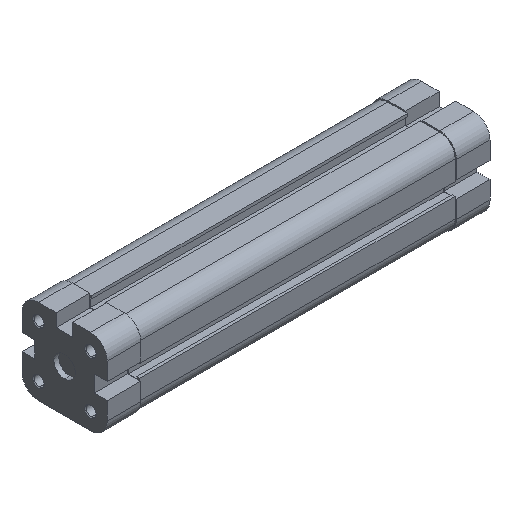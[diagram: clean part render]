
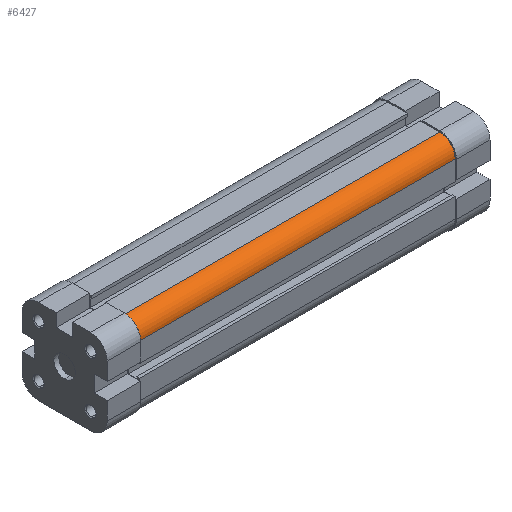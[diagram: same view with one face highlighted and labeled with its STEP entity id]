
A CAD part, isometric view. The second image highlights one B-rep face of the part: STEP entity #6427.
In plain terms, the highlighted cylindrical face has radius 6.5 mm (diameter 13 mm), a partial arc.
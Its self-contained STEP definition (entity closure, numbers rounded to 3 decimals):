
#354 = ORIENTED_EDGE ( 'NONE', *, *, #621, .F. ) ;
#363 = ORIENTED_EDGE ( 'NONE', *, *, #7644, .T. ) ;
#365 = ORIENTED_EDGE ( 'NONE', *, *, #6522, .F. ) ;
#385 = ORIENTED_EDGE ( 'NONE', *, *, #553, .T. ) ;
#553 = EDGE_CURVE ( 'NONE', #1023, #1019, #2785, .T. ) ;
#621 = EDGE_CURVE ( 'NONE', #957, #1019, #2818, .T. ) ;
#753 = VERTEX_POINT ( 'NONE', #1667 ) ;
#779 = EDGE_LOOP ( 'NONE', ( #354, #365, #363, #385 ) ) ;
#957 = VERTEX_POINT ( 'NONE', #1103 ) ;
#1019 = VERTEX_POINT ( 'NONE', #1138 ) ;
#1023 = VERTEX_POINT ( 'NONE', #1141 ) ;
#1103 = CARTESIAN_POINT ( 'NONE',  ( 28.5, 0., 0. ) ) ;
#1138 = CARTESIAN_POINT ( 'NONE',  ( 35., 6.5, 0. ) ) ;
#1141 = CARTESIAN_POINT ( 'NONE',  ( 35., 6.5, -133.5 ) ) ;
#1643 = DIRECTION ( 'NONE',  ( 0., 0., 1. ) ) ;
#1667 = CARTESIAN_POINT ( 'NONE',  ( 28.5, 0., -133.5 ) ) ;
#1920 = DIRECTION ( 'NONE',  ( 1., 0., 0. ) ) ;
#1928 = CARTESIAN_POINT ( 'NONE',  ( 28.5, 6.5, 0. ) ) ;
#2785 = LINE ( 'NONE', #5329, #2788 ) ;
#2788 = VECTOR ( 'NONE', #5361, 1000. ) ;
#2818 = CIRCLE ( 'NONE', #5803, 6.5 ) ;
#5095 = FACE_OUTER_BOUND ( 'NONE', #779, .T. ) ;
#5097 = CYLINDRICAL_SURFACE ( 'NONE', #6140, 6.5 ) ;
#5259 = LINE ( 'NONE', #7521, #5261 ) ;
#5261 = VECTOR ( 'NONE', #7522, 1000. ) ;
#5278 = CIRCLE ( 'NONE', #6249, 6.5 ) ;
#5329 = CARTESIAN_POINT ( 'NONE',  ( 35., 6.5, -133.5 ) ) ;
#5361 = DIRECTION ( 'NONE',  ( 0., 0., 1. ) ) ;
#5803 = AXIS2_PLACEMENT_3D ( 'NONE', #1928, #1643, #1920 ) ;
#6140 = AXIS2_PLACEMENT_3D ( 'NONE', #7149, #7138, #7141 ) ;
#6249 = AXIS2_PLACEMENT_3D ( 'NONE', #7550, #7552, #7553 ) ;
#6427 = ADVANCED_FACE ( 'NONE', ( #5095 ), #5097, .T. ) ;
#6522 = EDGE_CURVE ( 'NONE', #753, #957, #5259, .T. ) ;
#7138 = DIRECTION ( 'NONE',  ( 0., 0., 1. ) ) ;
#7141 = DIRECTION ( 'NONE',  ( 1., 0., 0. ) ) ;
#7149 = CARTESIAN_POINT ( 'NONE',  ( 28.5, 6.5, -133.5 ) ) ;
#7521 = CARTESIAN_POINT ( 'NONE',  ( 28.5, 0., -133.5 ) ) ;
#7522 = DIRECTION ( 'NONE',  ( 0., 0., 1. ) ) ;
#7550 = CARTESIAN_POINT ( 'NONE',  ( 28.5, 6.5, -133.5 ) ) ;
#7552 = DIRECTION ( 'NONE',  ( 0., 0., 1. ) ) ;
#7553 = DIRECTION ( 'NONE',  ( 1., 0., 0. ) ) ;
#7644 = EDGE_CURVE ( 'NONE', #753, #1023, #5278, .T. ) ;
